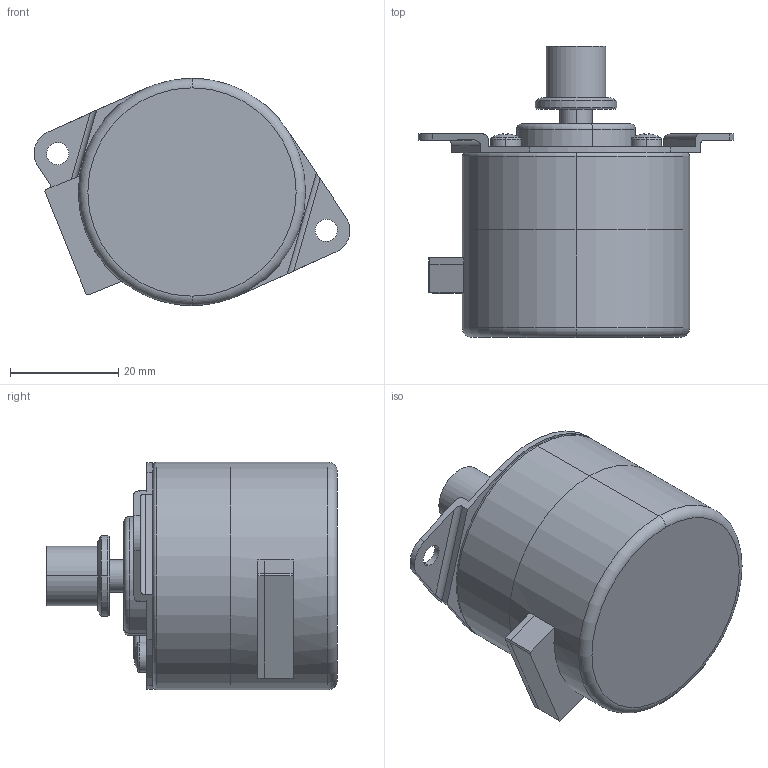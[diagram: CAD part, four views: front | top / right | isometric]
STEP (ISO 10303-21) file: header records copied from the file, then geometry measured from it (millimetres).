
FILE_DESCRIPTION (( 'STEP AP214' ), '1' );
FILE_NAME ('Assem1.STEP', '2018-10-29T12:49:06', ( 'e' ), ( 'Microsoft' ), 'SwSTEP 2.0', 'SolidWorks 2016', '' );
FILE_SCHEMA (( 'AUTOMOTIVE_DESIGN' ));
Length unit declared in the file: millimetre
Products named in the file (5): Assem1; mount_plate; pan head cross recess screw_iso_ISO 7045 - M3 x 4 - Z - 4N; pulley_nidec; motor
Assembly tree (6 placements, depth 2):
  Assem1
    motor
    mount_plate
    pan head cross recess screw_iso_ISO 7045 - M3 x 4 - Z - 4N  x3
    pulley_nidec
Bounding box: 58.39 x 53.75 x 42 mm (x, y, z)
Volume: 51782.4 mm3; surface area: 16459.4 mm2
Topology: 8 solids, 8 shells, 259 faces, 605 edges, 364 vertices
Faces by surface type: plane 108, cylinder 66, cone 55, torus 24, sphere 6
Entity records: 5646 total; most frequent: DIRECTION 930, CARTESIAN_POINT 880, ORIENTED_EDGE 782, EDGE_CURVE 391, AXIS2_PLACEMENT_3D 378, VERTEX_POINT 244, EDGE_LOOP 201, CIRCLE 196
